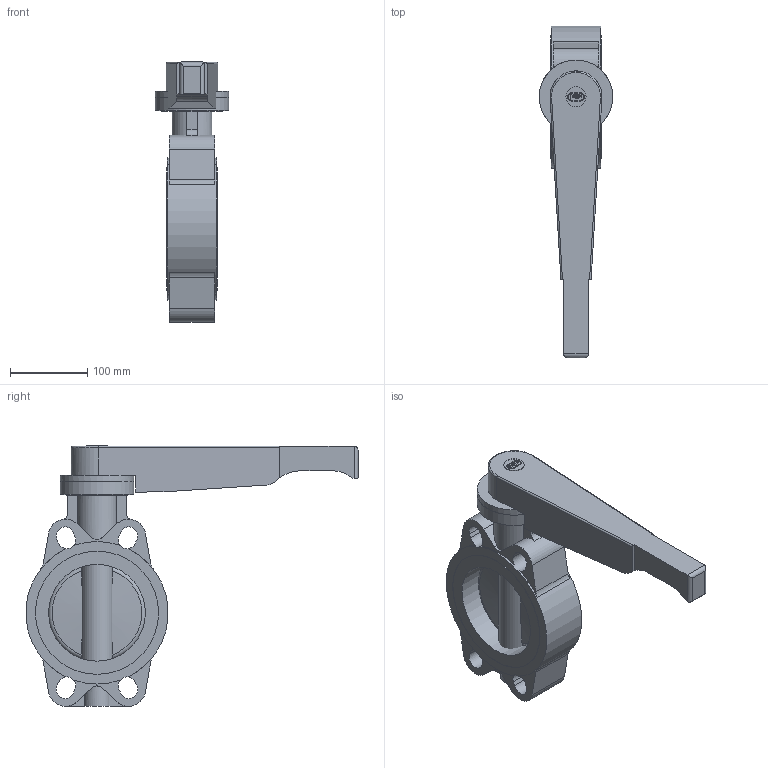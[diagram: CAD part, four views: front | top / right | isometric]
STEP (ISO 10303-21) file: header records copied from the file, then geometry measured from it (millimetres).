
FILE_DESCRIPTION(/* description */ (''),/* implementation_level */ '2;1');
FILE_NAME(/* name */ 'FEOVLM140E.iam.stp',/* time_stamp */ '2013-10-01T10:17:21+02:00',/* author */ ('bfaro'),/* organization */ (''),/* preprocessor_version */ 'ST-DEVELOPER v15.2',/* originating_system */ 'Autodesk Inventor 2014',/* authorisation */ '');
FILE_SCHEMA (('AUTOMOTIVE_DESIGN { 1 0 10303 214 3 1 1 }'));
Length unit declared in the file: millimetre
Products named in the file (5): cassa FE 140; Maniglia 140-160; Disco FE-FK 140; Piastrina 40; FEOVLM140E
Bounding box: 94.99 x 428.66 x 336.55 mm (x, y, z)
Volume: 2616475.7 mm3; surface area: 271661.1 mm2
Topology: 4 solids, 4 shells, 178 faces, 498 edges, 330 vertices
Faces by surface type: plane 98, cylinder 71, cone 5, torus 4
Full cylindrical faces by diameter (mm): 26.1 x1, 40.5 x1, 94.992 x1, 95 x1, 125 x1, 159 x2
Entity records: 6093 total; most frequent: CARTESIAN_POINT 1263, DIRECTION 1016, ORIENTED_EDGE 978, EDGE_CURVE 489, AXIS2_PLACEMENT_3D 368, VERTEX_POINT 329, LINE 280, VECTOR 280
